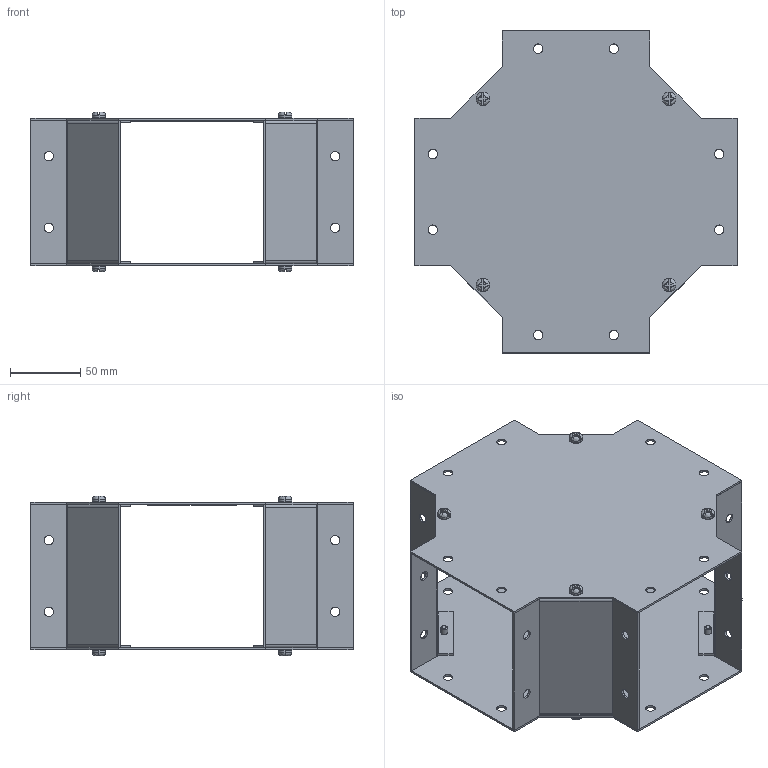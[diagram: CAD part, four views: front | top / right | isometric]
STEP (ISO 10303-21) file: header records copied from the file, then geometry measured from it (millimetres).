
FILE_DESCRIPTION (( 'STEP AP203' ), '1' );
FILE_NAME ('CWCF4.step', '2024-04-25T14:45:46', ( '' ), ( '' ), 'SwSTEP 2.0', 'SolidWorks 2023', '' );
FILE_SCHEMA (( 'CONFIG_CONTROL_DESIGN' ));
Length unit declared in the file: inch
Products named in the file (1): CWCF4
Bounding box: 228.64 x 228.62 x 113.39 mm (x, y, z)
Volume: 187622.3 mm3; surface area: 270536.2 mm2
Topology: 15 solids, 15 shells, 574 faces, 1457 edges, 934 vertices
Faces by surface type: plane 336, cylinder 164, bspline 58, cone 16
Entity records: 23683 total; most frequent: CARTESIAN_POINT 9925, ORIENTED_EDGE 2914, DIRECTION 2664, EDGE_CURVE 1457, VERTEX_POINT 934, AXIS2_PLACEMENT_3D 909, VECTOR 846, LINE 846
